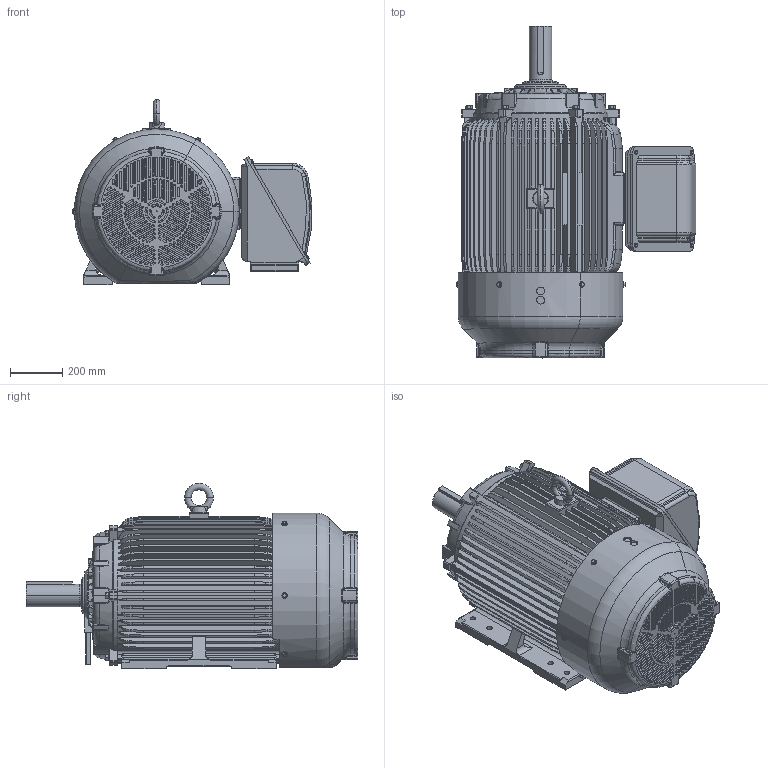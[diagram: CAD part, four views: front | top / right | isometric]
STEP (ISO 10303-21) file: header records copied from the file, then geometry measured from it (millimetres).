
FILE_DESCRIPTION (( 'STEP AP203' ), '1' );
FILE_NAME ('AEHH8N--447T .STEP', '2020-03-18T03:18:44', ( '' ), ( '' ), 'SwSTEP 2.0', 'SolidWorks 2018', '' );
FILE_SCHEMA (( 'CONFIG_CONTROL_DESIGN' ));
Length unit declared in the file: millimetre
Products named in the file (1): AEHH8N--447T 
Bounding box: 916.04 x 1267.46 x 707.4 mm (x, y, z)
Volume: 290501133.2 mm3; surface area: 5821413.3 mm2
Topology: 19 solids, 33 shells, 2922 faces, 7595 edges, 4864 vertices
Faces by surface type: plane 1000, bspline 704, cylinder 615, cone 393, torus 200, sphere 10
Entity records: 148505 total; most frequent: CARTESIAN_POINT 83894, ORIENTED_EDGE 15066, DIRECTION 10733, EDGE_CURVE 7533, VERTEX_POINT 4856, AXIS2_PLACEMENT_3D 3929, EDGE_LOOP 3137, ADVANCED_FACE 2922
